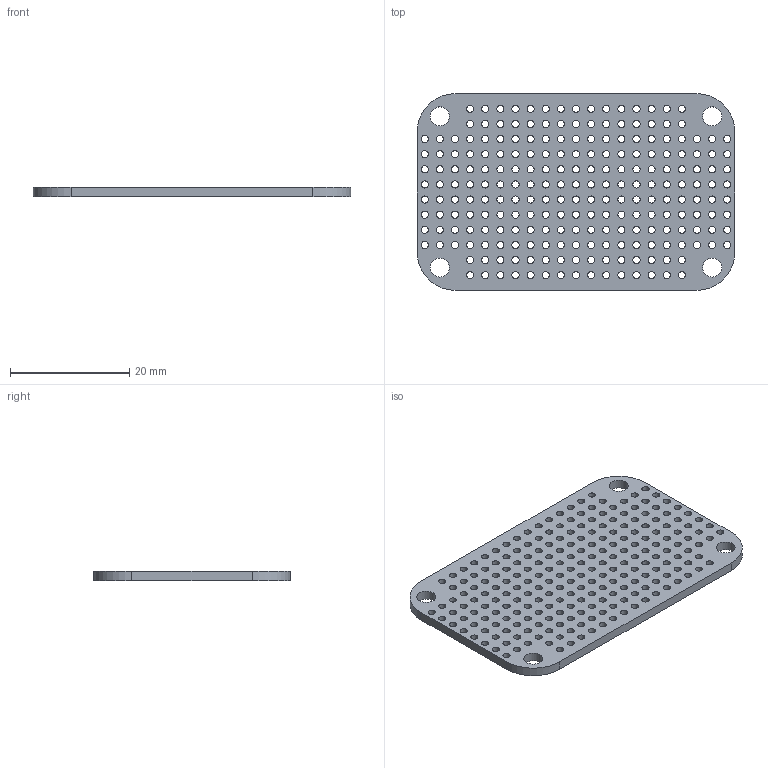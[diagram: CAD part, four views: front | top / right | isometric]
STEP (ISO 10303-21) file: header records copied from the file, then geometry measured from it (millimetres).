
FILE_DESCRIPTION(/* description */ (''),/* implementation_level */ '2;1');
FILE_NAME(/* name */ 'smallsperma v2.step',/* time_stamp */ '2022-05-19T13:25:20-04:00',/* author */ (''),/* organization */ (''),/* preprocessor_version */ 'ST-DEVELOPER v18.1',/* originating_system */ 'Autodesk Translation Framework v10.14.0.1471',/* authorisation */ '');
FILE_SCHEMA (('AUTOMOTIVE_DESIGN { 1 0 10303 214 3 1 1 }'));
Length unit declared in the file: millimetre
Products named in the file (3): smallsperma; PCB Component; Board
Assembly tree (2 placements, depth 3):
  smallsperma
    PCB Component
      Board
Bounding box: 53.34 x 33.02 x 1.57 mm (x, y, z)
Volume: 2255.5 mm3; surface area: 4539.9 mm2
Topology: 1 solids, 1 shells, 242 faces, 720 edges, 480 vertices
Faces by surface type: cylinder 236, plane 6
Full cylindrical faces by diameter (mm): 1.2 x228, 3.2 x4
Entity records: 9659 total; most frequent: DIRECTION 1686, CARTESIAN_POINT 1447, ORIENTED_EDGE 1440, EDGE_CURVE 720, AXIS2_PLACEMENT_3D 719, EDGE_LOOP 706, VERTEX_POINT 480, CIRCLE 472
